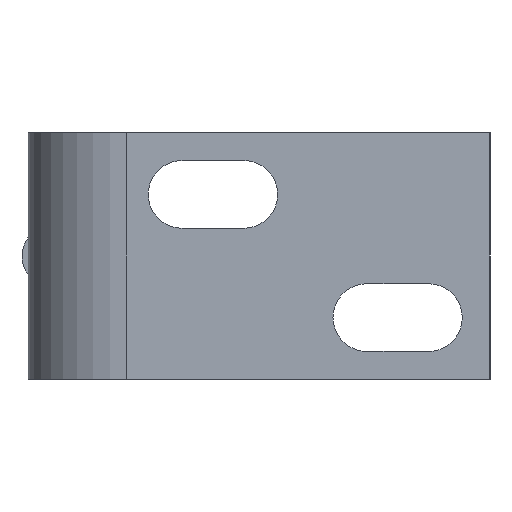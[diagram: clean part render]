
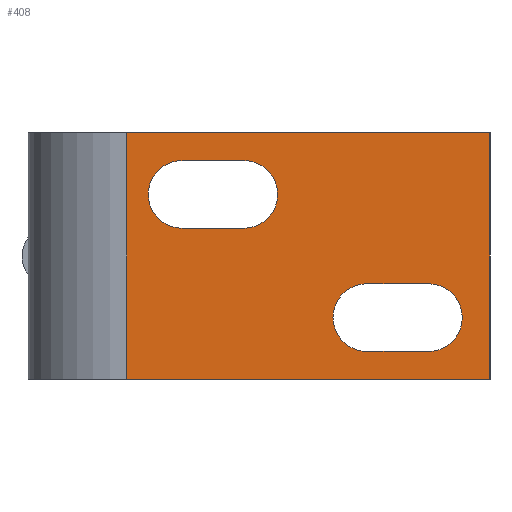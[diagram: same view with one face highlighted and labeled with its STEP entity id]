
A CAD part, left-side view. The second image highlights one B-rep face of the part: STEP entity #408.
In plain terms, the highlighted planar face has unit normal (-1, 0, 0).
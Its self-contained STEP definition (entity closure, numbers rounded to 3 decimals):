
#1 = CARTESIAN_POINT ( 'NONE',  ( -83., -27., 15.5 ) ) ;
#13 = ORIENTED_EDGE ( 'NONE', *, *, #884, .T. ) ;
#36 = ORIENTED_EDGE ( 'NONE', *, *, #1559, .F. ) ;
#46 = EDGE_CURVE ( 'NONE', #1709, #296, #1865, .T. ) ;
#83 = CARTESIAN_POINT ( 'NONE',  ( -83., -47., -10. ) ) ;
#92 = VERTEX_POINT ( 'NONE', #1723 ) ;
#120 = CARTESIAN_POINT ( 'NONE',  ( -83., -47., -15.5 ) ) ;
#146 = DIRECTION ( 'NONE',  ( 1., 0., 0. ) ) ;
#167 = VECTOR ( 'NONE', #986, 1000. ) ;
#176 = LINE ( 'NONE', #1139, #1862 ) ;
#215 = VERTEX_POINT ( 'NONE', #1439 ) ;
#217 = EDGE_LOOP ( 'NONE', ( #1905, #1176, #36, #1683 ) ) ;
#296 = VERTEX_POINT ( 'NONE', #120 ) ;
#342 = VERTEX_POINT ( 'NONE', #1294 ) ;
#376 = CIRCLE ( 'NONE', #1717, 5.5 ) ;
#390 = VERTEX_POINT ( 'NONE', #1803 ) ;
#400 = CARTESIAN_POINT ( 'NONE',  ( -83., -47., -4.5 ) ) ;
#408 = ADVANCED_FACE ( 'NONE', ( #2050, #1820, #2002 ), #487, .T. ) ;
#424 = CARTESIAN_POINT ( 'NONE',  ( -83., -8., 20. ) ) ;
#456 = CARTESIAN_POINT ( 'NONE',  ( -83., -57., -10. ) ) ;
#487 = PLANE ( 'NONE',  #512 ) ;
#510 = DIRECTION ( 'NONE',  ( 0., -1., 0. ) ) ;
#512 = AXIS2_PLACEMENT_3D ( 'NONE', #650, #693, #1838 ) ;
#514 = DIRECTION ( 'NONE',  ( 1., 0., 0. ) ) ;
#519 = EDGE_CURVE ( 'NONE', #296, #1853, #914, .T. ) ;
#521 = DIRECTION ( 'NONE',  ( 0., -1., 0. ) ) ;
#532 = DIRECTION ( 'NONE',  ( 0., 1., 0. ) ) ;
#551 = CIRCLE ( 'NONE', #554, 5.5 ) ;
#554 = AXIS2_PLACEMENT_3D ( 'NONE', #964, #146, #1619 ) ;
#564 = VERTEX_POINT ( 'NONE', #1373 ) ;
#605 = DIRECTION ( 'NONE',  ( 1., 0., 0. ) ) ;
#606 = EDGE_CURVE ( 'NONE', #1975, #1819, #1043, .T. ) ;
#650 = CARTESIAN_POINT ( 'NONE',  ( -83., 0., 0. ) ) ;
#653 = CARTESIAN_POINT ( 'NONE',  ( -83., -17., 10. ) ) ;
#654 = CIRCLE ( 'NONE', #1877, 5.5 ) ;
#693 = DIRECTION ( 'NONE',  ( -1., 0., 0. ) ) ;
#697 = AXIS2_PLACEMENT_3D ( 'NONE', #1002, #2004, #510 ) ;
#714 = VERTEX_POINT ( 'NONE', #909 ) ;
#751 = DIRECTION ( 'NONE',  ( 0., -1., 0. ) ) ;
#767 = ORIENTED_EDGE ( 'NONE', *, *, #1433, .T. ) ;
#787 = LINE ( 'NONE', #1791, #1359 ) ;
#801 = DIRECTION ( 'NONE',  ( 0., 1., 0. ) ) ;
#802 = EDGE_CURVE ( 'NONE', #564, #1636, #176, .T. ) ;
#828 = DIRECTION ( 'NONE',  ( 0., -1., 0. ) ) ;
#833 = VECTOR ( 'NONE', #906, 1000. ) ;
#838 = AXIS2_PLACEMENT_3D ( 'NONE', #83, #1527, #876 ) ;
#854 = LINE ( 'NONE', #1142, #1009 ) ;
#876 = DIRECTION ( 'NONE',  ( 0., -1., 0. ) ) ;
#884 = EDGE_CURVE ( 'NONE', #390, #342, #1039, .T. ) ;
#892 = ORIENTED_EDGE ( 'NONE', *, *, #1363, .T. ) ;
#896 = DIRECTION ( 'NONE',  ( 0., 1., 0. ) ) ;
#906 = DIRECTION ( 'NONE',  ( 0., 0., -1. ) ) ;
#909 = CARTESIAN_POINT ( 'NONE',  ( -83., -67., -20. ) ) ;
#914 = CIRCLE ( 'NONE', #838, 5.5 ) ;
#964 = CARTESIAN_POINT ( 'NONE',  ( -83., -17., 10. ) ) ;
#986 = DIRECTION ( 'NONE',  ( 0., 0., -1. ) ) ;
#1002 = CARTESIAN_POINT ( 'NONE',  ( -83., -27., 10. ) ) ;
#1009 = VECTOR ( 'NONE', #828, 1000. ) ;
#1011 = LINE ( 'NONE', #1483, #167 ) ;
#1020 = VECTOR ( 'NONE', #896, 1000. ) ;
#1039 = CIRCLE ( 'NONE', #1640, 5.5 ) ;
#1043 = LINE ( 'NONE', #400, #1754 ) ;
#1101 = ORIENTED_EDGE ( 'NONE', *, *, #519, .T. ) ;
#1117 = CARTESIAN_POINT ( 'NONE',  ( -83., -47., -4.5 ) ) ;
#1139 = CARTESIAN_POINT ( 'NONE',  ( -83., -17., 4.5 ) ) ;
#1142 = CARTESIAN_POINT ( 'NONE',  ( -83., -67., 20. ) ) ;
#1158 = VERTEX_POINT ( 'NONE', #424 ) ;
#1176 = ORIENTED_EDGE ( 'NONE', *, *, #1691, .T. ) ;
#1190 = CIRCLE ( 'NONE', #697, 5.5 ) ;
#1238 = EDGE_CURVE ( 'NONE', #215, #714, #1544, .T. ) ;
#1259 = DIRECTION ( 'NONE',  ( 0., -1., 0. ) ) ;
#1277 = DIRECTION ( 'NONE',  ( 0., -1., 0. ) ) ;
#1294 = CARTESIAN_POINT ( 'NONE',  ( -83., -17., 15.5 ) ) ;
#1359 = VECTOR ( 'NONE', #1277, 1000. ) ;
#1363 = EDGE_CURVE ( 'NONE', #1819, #1709, #654, .T. ) ;
#1366 = CARTESIAN_POINT ( 'NONE',  ( -83., -47., -15.5 ) ) ;
#1373 = CARTESIAN_POINT ( 'NONE',  ( -83., -27., 4.5 ) ) ;
#1401 = EDGE_LOOP ( 'NONE', ( #2083, #892, #1931, #1101, #1523 ) ) ;
#1431 = VERTEX_POINT ( 'NONE', #1 ) ;
#1433 = EDGE_CURVE ( 'NONE', #1636, #390, #551, .T. ) ;
#1439 = CARTESIAN_POINT ( 'NONE',  ( -83., -67., 20. ) ) ;
#1442 = EDGE_CURVE ( 'NONE', #342, #1431, #787, .T. ) ;
#1461 = ORIENTED_EDGE ( 'NONE', *, *, #1442, .T. ) ;
#1483 = CARTESIAN_POINT ( 'NONE',  ( -83., -8., 0. ) ) ;
#1523 = ORIENTED_EDGE ( 'NONE', *, *, #2058, .T. ) ;
#1527 = DIRECTION ( 'NONE',  ( 1., 0., 0. ) ) ;
#1536 = DIRECTION ( 'NONE',  ( 0., -1., 0. ) ) ;
#1544 = LINE ( 'NONE', #1561, #833 ) ;
#1559 = EDGE_CURVE ( 'NONE', #714, #92, #1831, .T. ) ;
#1561 = CARTESIAN_POINT ( 'NONE',  ( -83., -67., -20. ) ) ;
#1567 = DIRECTION ( 'NONE',  ( 1., 0., 0. ) ) ;
#1601 = CARTESIAN_POINT ( 'NONE',  ( -83., -47., -10. ) ) ;
#1615 = EDGE_LOOP ( 'NONE', ( #1461, #1842, #1631, #767, #13 ) ) ;
#1619 = DIRECTION ( 'NONE',  ( 0., -1., 0. ) ) ;
#1631 = ORIENTED_EDGE ( 'NONE', *, *, #802, .T. ) ;
#1636 = VERTEX_POINT ( 'NONE', #1827 ) ;
#1640 = AXIS2_PLACEMENT_3D ( 'NONE', #653, #514, #521 ) ;
#1658 = CARTESIAN_POINT ( 'NONE',  ( -83., 0., -20. ) ) ;
#1667 = EDGE_CURVE ( 'NONE', #1431, #564, #1190, .T. ) ;
#1683 = ORIENTED_EDGE ( 'NONE', *, *, #1238, .F. ) ;
#1687 = CARTESIAN_POINT ( 'NONE',  ( -83., -57., -15.5 ) ) ;
#1691 = EDGE_CURVE ( 'NONE', #1158, #92, #1011, .T. ) ;
#1709 = VERTEX_POINT ( 'NONE', #1687 ) ;
#1717 = AXIS2_PLACEMENT_3D ( 'NONE', #1601, #605, #1259 ) ;
#1723 = CARTESIAN_POINT ( 'NONE',  ( -83., -8., -20. ) ) ;
#1754 = VECTOR ( 'NONE', #1536, 1000. ) ;
#1791 = CARTESIAN_POINT ( 'NONE',  ( -83., -17., 15.5 ) ) ;
#1803 = CARTESIAN_POINT ( 'NONE',  ( -83., -11.5, 10. ) ) ;
#1806 = VECTOR ( 'NONE', #532, 1000. ) ;
#1819 = VERTEX_POINT ( 'NONE', #2009 ) ;
#1820 = FACE_BOUND ( 'NONE', #1615, .T. ) ;
#1827 = CARTESIAN_POINT ( 'NONE',  ( -83., -17., 4.5 ) ) ;
#1831 = LINE ( 'NONE', #1658, #1806 ) ;
#1838 = DIRECTION ( 'NONE',  ( 0., -1., 0. ) ) ;
#1842 = ORIENTED_EDGE ( 'NONE', *, *, #1667, .T. ) ;
#1853 = VERTEX_POINT ( 'NONE', #2066 ) ;
#1862 = VECTOR ( 'NONE', #801, 1000. ) ;
#1865 = LINE ( 'NONE', #1366, #1020 ) ;
#1877 = AXIS2_PLACEMENT_3D ( 'NONE', #456, #1567, #751 ) ;
#1905 = ORIENTED_EDGE ( 'NONE', *, *, #2101, .F. ) ;
#1931 = ORIENTED_EDGE ( 'NONE', *, *, #46, .T. ) ;
#1975 = VERTEX_POINT ( 'NONE', #1117 ) ;
#2002 = FACE_OUTER_BOUND ( 'NONE', #217, .T. ) ;
#2004 = DIRECTION ( 'NONE',  ( 1., 0., 0. ) ) ;
#2009 = CARTESIAN_POINT ( 'NONE',  ( -83., -57., -4.5 ) ) ;
#2050 = FACE_BOUND ( 'NONE', #1401, .T. ) ;
#2058 = EDGE_CURVE ( 'NONE', #1853, #1975, #376, .T. ) ;
#2066 = CARTESIAN_POINT ( 'NONE',  ( -83., -41.5, -10. ) ) ;
#2083 = ORIENTED_EDGE ( 'NONE', *, *, #606, .T. ) ;
#2101 = EDGE_CURVE ( 'NONE', #1158, #215, #854, .T. ) ;
